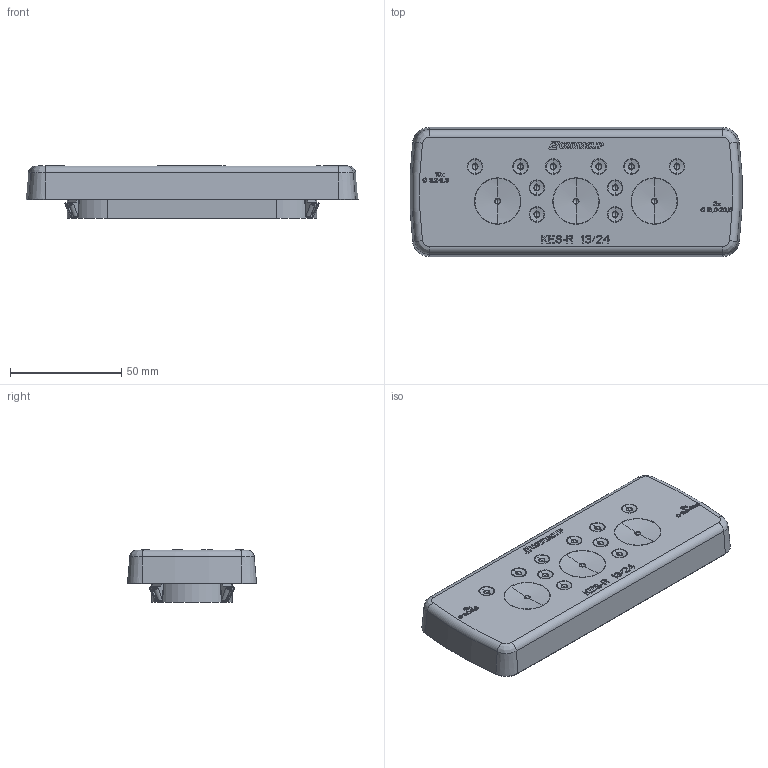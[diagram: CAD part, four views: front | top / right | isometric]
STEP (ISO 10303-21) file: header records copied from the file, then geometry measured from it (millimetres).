
FILE_DESCRIPTION(/* description */ (''),/* implementation_level */ '2;1');
FILE_NAME(/* name */ 'KES-R_13-24.stp',/* time_stamp */ '2018-01-25T13:53:15+01:00',/* author */ (''),/* organization */ (''),/* preprocessor_version */ 'ST-DEVELOPER v16',/* originating_system */ 'SIEMENS PLM Software NX 10.0',/* authorisation */ '');
FILE_SCHEMA (('CONFIG_CONTROL_DESIGN'));
Length unit declared in the file: millimetre
Products named in the file (1): model2
Bounding box: 149.26 x 58.07 x 23.65 mm (x, y, z)
Volume: 153406.2 mm3; surface area: 25185.4 mm2
Topology: 1 solids, 1 shells, 1446 faces, 3905 edges, 2513 vertices
Faces by surface type: plane 1138, cylinder 108, sphere 76, torus 66, bspline 52, cone 6
Entity records: 47109 total; most frequent: CARTESIAN_POINT 10965, ORIENTED_EDGE 7758, DIRECTION 6999, EDGE_CURVE 3879, LINE 3289, VECTOR 3289, VERTEX_POINT 2513, AXIS2_PLACEMENT_3D 1855
